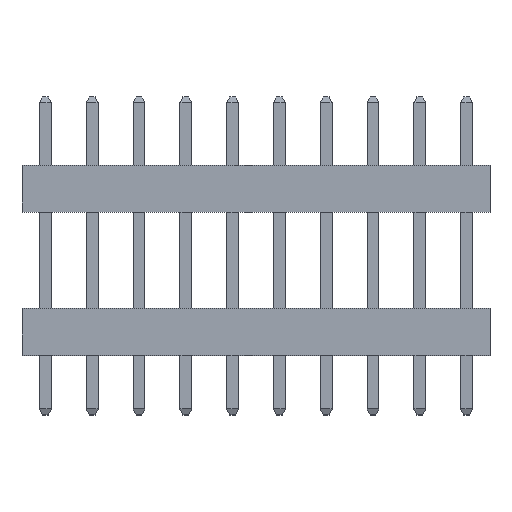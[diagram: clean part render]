
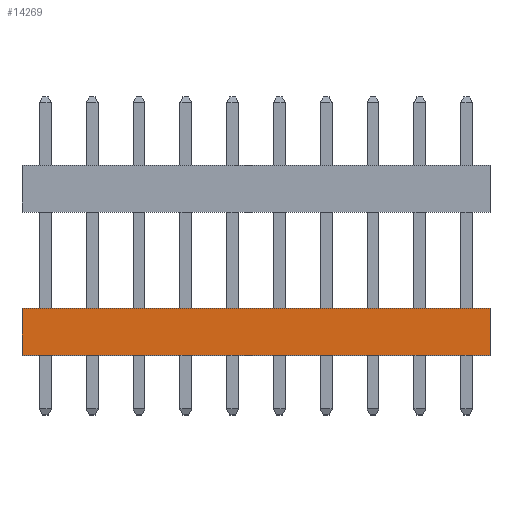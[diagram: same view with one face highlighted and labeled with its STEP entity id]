
A CAD part, top view. The second image highlights one B-rep face of the part: STEP entity #14269.
In plain terms, the highlighted planar face has unit normal (0, 0, 1).
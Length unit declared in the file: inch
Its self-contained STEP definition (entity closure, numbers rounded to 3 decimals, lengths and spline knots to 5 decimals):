
#2464=ORIENTED_EDGE('',*,*,#5164,.T.);
#2465=ORIENTED_EDGE('',*,*,#5165,.F.);
#2466=ORIENTED_EDGE('',*,*,#5166,.F.);
#2467=ORIENTED_EDGE('',*,*,#5161,.T.);
#5161=EDGE_CURVE('',#6634,#6633,#8341,.T.);
#5164=EDGE_CURVE('',#6633,#6636,#8344,.T.);
#5165=EDGE_CURVE('',#6637,#6636,#8345,.T.);
#5166=EDGE_CURVE('',#6634,#6637,#8346,.T.);
#6633=VERTEX_POINT('',#21362);
#6634=VERTEX_POINT('',#21364);
#6636=VERTEX_POINT('',#21370);
#6637=VERTEX_POINT('',#21372);
#8341=LINE('',#21363,#10297);
#8344=LINE('',#21369,#10300);
#8345=LINE('',#21371,#10301);
#8346=LINE('',#21373,#10302);
#10297=VECTOR('',#17634,39.37008);
#10300=VECTOR('',#17639,39.37008);
#10301=VECTOR('',#17640,39.37008);
#10302=VECTOR('',#17641,39.37008);
#11623=EDGE_LOOP('',(#2464,#2465,#2466,#2467));
#12577=FACE_BOUND('',#11623,.T.);
#13483=PLANE('',#15094);
#14269=ADVANCED_FACE('',(#12577),#13483,.F.);
#15094=AXIS2_PLACEMENT_3D('',#21368,#17637,#17638);
#17634=DIRECTION('',(0.,-1.,0.));
#17637=DIRECTION('',(0.,0.,-1.));
#17638=DIRECTION('',(-1.,0.,0.));
#17639=DIRECTION('',(1.,0.,0.));
#17640=DIRECTION('',(0.,-1.,0.));
#17641=DIRECTION('',(1.,0.,0.));
#21362=CARTESIAN_POINT('',(-0.3937,0.,0.11805));
#21363=CARTESIAN_POINT('',(-0.3937,0.079,0.11805));
#21364=CARTESIAN_POINT('',(-0.3937,0.079,0.11805));
#21368=CARTESIAN_POINT('',(-0.3937,0.079,0.11805));
#21369=CARTESIAN_POINT('',(-0.3937,0.,0.11805));
#21370=CARTESIAN_POINT('',(0.3937,0.,0.11805));
#21371=CARTESIAN_POINT('',(0.3937,0.079,0.11805));
#21372=CARTESIAN_POINT('',(0.3937,0.079,0.11805));
#21373=CARTESIAN_POINT('',(-0.3937,0.079,0.11805));
